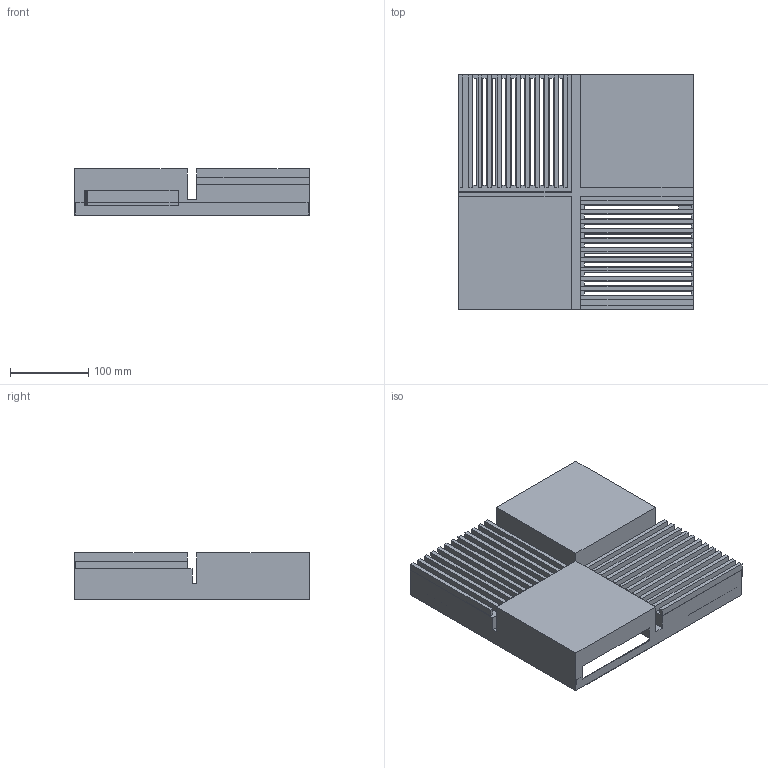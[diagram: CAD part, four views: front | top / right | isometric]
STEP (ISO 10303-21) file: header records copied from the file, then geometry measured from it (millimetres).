
FILE_DESCRIPTION(('FreeCAD Model'),'2;1');
FILE_NAME('Iinnexxyy 2.0 Custom Top Case.step','2021-06-01T10:27:09',('Author'),(''), 'Open CASCADE STEP processor 7.3','FreeCAD','Unknown');
FILE_SCHEMA(('AUTOMOTIVE_DESIGN { 1 0 10303 214 1 1 1 1 }'));
Length unit declared in the file: millimetre
Products named in the file (1): Iinnexxyy_2_0_Custom_Top_Case002_(Solid)
Bounding box: 300.4 x 300 x 59 mm (x, y, z)
Volume: 1858241.3 mm3; surface area: 482722 mm2
Topology: 1 solids, 1 shells, 640 faces, 1504 edges, 886 vertices
Faces by surface type: plane 640
Entity records: 36507 total; most frequent: CARTESIAN_POINT 6657, DIRECTION 5176, LINE 3894, VECTOR 3894, ORIENTED_EDGE 3008, PCURVE 3008, DEFINITIONAL_REPRESENTATION 3008, EDGE_CURVE 1504
